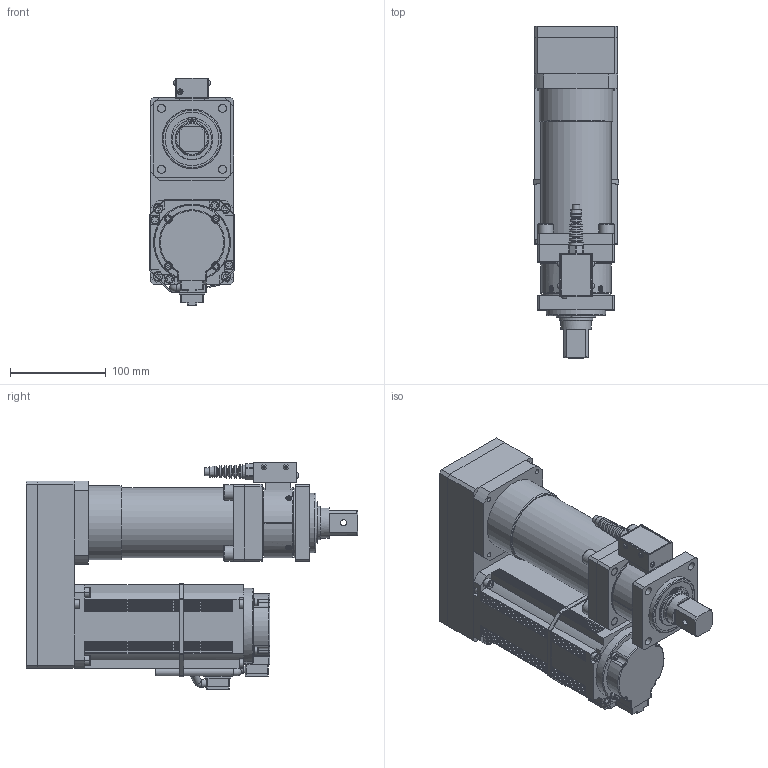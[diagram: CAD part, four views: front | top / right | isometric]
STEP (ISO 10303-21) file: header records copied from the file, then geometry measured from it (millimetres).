
FILE_DESCRIPTION(/* description */ (''),/* implementation_level */ '2;1');
FILE_NAME(/* name */ 'CFT-502RM4J-SU(DS-N073)_OUTLINE_20220929.stp',/* time_stamp */ '2022-09-29T17:07:36+09:00',/* author */ ('Fumiaki-Teruyama'),/* organization */ (''),/* preprocessor_version */ 'ST-DEVELOPER v18.1',/* originating_system */ 'Autodesk Inventor 2021',/* authorisation */ '');
FILE_SCHEMA (('AUTOMOTIVE_DESIGN { 1 0 10303 214 3 1 1 }'));
Length unit declared in the file: millimetre
Products named in the file (1): CFT-502RM4J-SU(DS-N073)_ASSY_Shrinkwrap_1
Bounding box: 89 x 346 x 237.2 mm (x, y, z)
Volume: 3369831.3 mm3; surface area: 321179.5 mm2
Topology: 12 solids, 12 shells, 1217 faces, 3222 edges, 2070 vertices
Faces by surface type: plane 699, cylinder 319, cone 105, torus 79, sphere 15
Full cylindrical faces by diameter (mm): 2.5 x4, 3 x9, 4 x7, 5 x10, 5.7 x5, 6.5 x5, 6.6 x6, 7 x13, 7.5 x4, 7.9 x2, 8 x9, 8.5 x16, 9 x3, 11 x14, 12 x2, 13 x1, 16 x4, 32 x1, 33 x1, 35 x2, 43.64 x1, 48.368 x1, 55.76 x1, 61 x1, 62 x1, 63 x1, 73 x3, 77 x1
Entity records: 40161 total; most frequent: CARTESIAN_POINT 8457, ORIENTED_EDGE 6378, DIRECTION 6361, EDGE_CURVE 3189, AXIS2_PLACEMENT_3D 2257, VERTEX_POINT 2070, LINE 1847, VECTOR 1847
